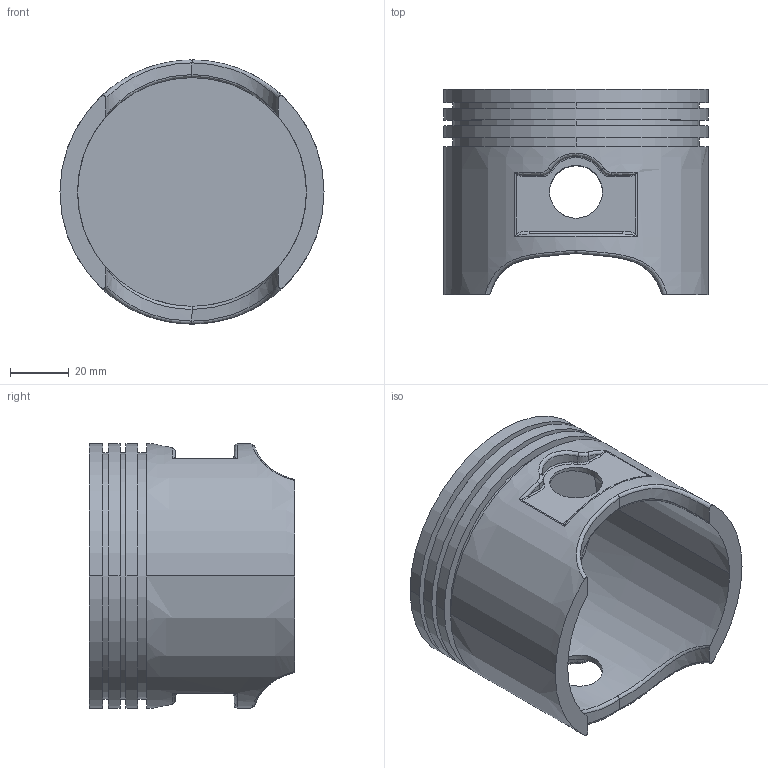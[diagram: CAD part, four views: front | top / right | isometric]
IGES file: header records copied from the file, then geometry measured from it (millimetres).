
Start section:  PTC IGES file: piston1.igs
Global section: file name: piston1.igs; native system: Pro/ENGINEER by Parametric Technology Corporation; preprocessor: 2007170; author: Mahendran; organization: Unknown; date: 20120613.112302; units: millimetre
Bounding box: 90 x 70 x 90 mm (x, y, z)
Volume: 114104.1 mm3; surface area: 49936.9 mm2
Topology: 1 solids, 1 shells, 107 faces, 240 edges, 144 vertices
Faces by surface type: revolution 54, bspline 49, extrusion 4
